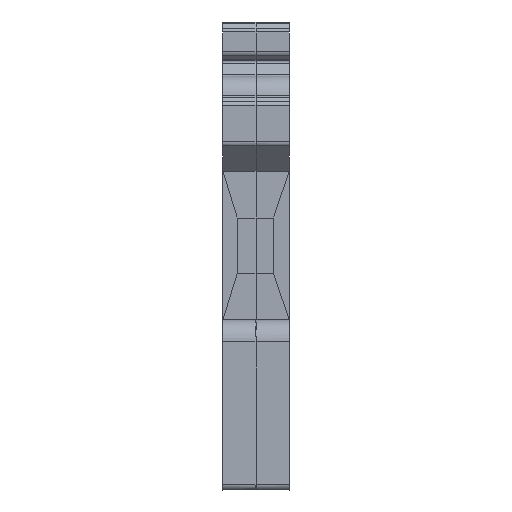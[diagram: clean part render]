
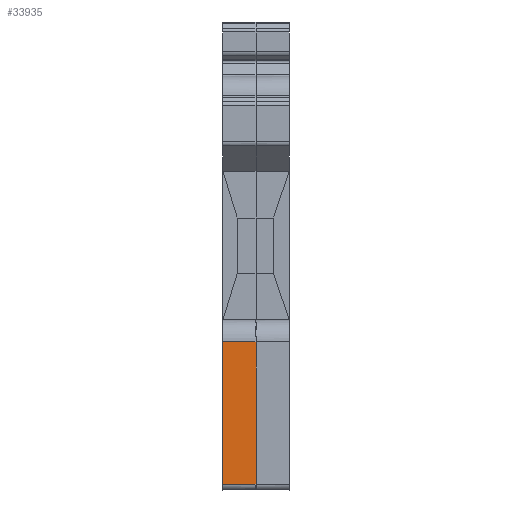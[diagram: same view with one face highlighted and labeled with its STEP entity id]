
A CAD part, left-side view. The second image highlights one B-rep face of the part: STEP entity #33935.
In plain terms, the highlighted planar face has unit normal (-1, 0, 0).
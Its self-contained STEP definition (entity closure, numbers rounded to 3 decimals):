
#2303 = ORIENTED_EDGE ( 'NONE', *, *, #20988, .F. ) ;
#3372 = CARTESIAN_POINT ( 'NONE',  ( -44.165, 6., 10.45 ) ) ;
#6199 = FACE_OUTER_BOUND ( 'NONE', #11173, .T. ) ;
#6986 = CARTESIAN_POINT ( 'NONE',  ( -44.165, 3., 10.45 ) ) ;
#7170 = LINE ( 'NONE', #18659, #35845 ) ;
#8442 = VERTEX_POINT ( 'NONE', #10205 ) ;
#9474 = VECTOR ( 'NONE', #11926, 1000. ) ;
#10205 = CARTESIAN_POINT ( 'NONE',  ( -44.165, 6., 10.45 ) ) ;
#10312 = DIRECTION ( 'NONE',  ( 0., -1., 0. ) ) ;
#11173 = EDGE_LOOP ( 'NONE', ( #33130, #15678, #32962, #2303 ) ) ;
#11373 = VERTEX_POINT ( 'NONE', #25284 ) ;
#11926 = DIRECTION ( 'NONE',  ( 0., 0., 1. ) ) ;
#13046 = EDGE_CURVE ( 'NONE', #20057, #11373, #24196, .T. ) ;
#13267 = VERTEX_POINT ( 'NONE', #6986 ) ;
#13368 = EDGE_CURVE ( 'NONE', #11373, #13267, #7170, .T. ) ;
#14101 = DIRECTION ( 'NONE',  ( 0., -1., 0. ) ) ;
#14577 = VECTOR ( 'NONE', #14101, 1000. ) ;
#14600 = CARTESIAN_POINT ( 'NONE',  ( -44.165, 6., 10.45 ) ) ;
#14768 = DIRECTION ( 'NONE',  ( 1., 0., 0. ) ) ;
#15678 = ORIENTED_EDGE ( 'NONE', *, *, #13368, .T. ) ;
#16486 = CARTESIAN_POINT ( 'NONE',  ( -44.165, 6., 10.45 ) ) ;
#17240 = LINE ( 'NONE', #3372, #9474 ) ;
#17332 = PLANE ( 'NONE',  #29505 ) ;
#18659 = CARTESIAN_POINT ( 'NONE',  ( -44.165, 3., 10.45 ) ) ;
#20057 = VERTEX_POINT ( 'NONE', #33738 ) ;
#20988 = EDGE_CURVE ( 'NONE', #20057, #8442, #17240, .T. ) ;
#22992 = DIRECTION ( 'NONE',  ( 0., 0., -1. ) ) ;
#24196 = LINE ( 'NONE', #35338, #24775 ) ;
#24775 = VECTOR ( 'NONE', #10312, 1000. ) ;
#25284 = CARTESIAN_POINT ( 'NONE',  ( -44.165, 3., -2.5 ) ) ;
#29505 = AXIS2_PLACEMENT_3D ( 'NONE', #14600, #14768, #22992 ) ;
#29809 = DIRECTION ( 'NONE',  ( 0., 0., 1. ) ) ;
#32962 = ORIENTED_EDGE ( 'NONE', *, *, #33455, .F. ) ;
#33130 = ORIENTED_EDGE ( 'NONE', *, *, #13046, .T. ) ;
#33455 = EDGE_CURVE ( 'NONE', #8442, #13267, #33472, .T. ) ;
#33472 = LINE ( 'NONE', #16486, #14577 ) ;
#33738 = CARTESIAN_POINT ( 'NONE',  ( -44.165, 6., -2.5 ) ) ;
#33935 = ADVANCED_FACE ( 'NONE', ( #6199 ), #17332, .F. ) ;
#35338 = CARTESIAN_POINT ( 'NONE',  ( -44.165, 6., -2.5 ) ) ;
#35845 = VECTOR ( 'NONE', #29809, 1000. ) ;
